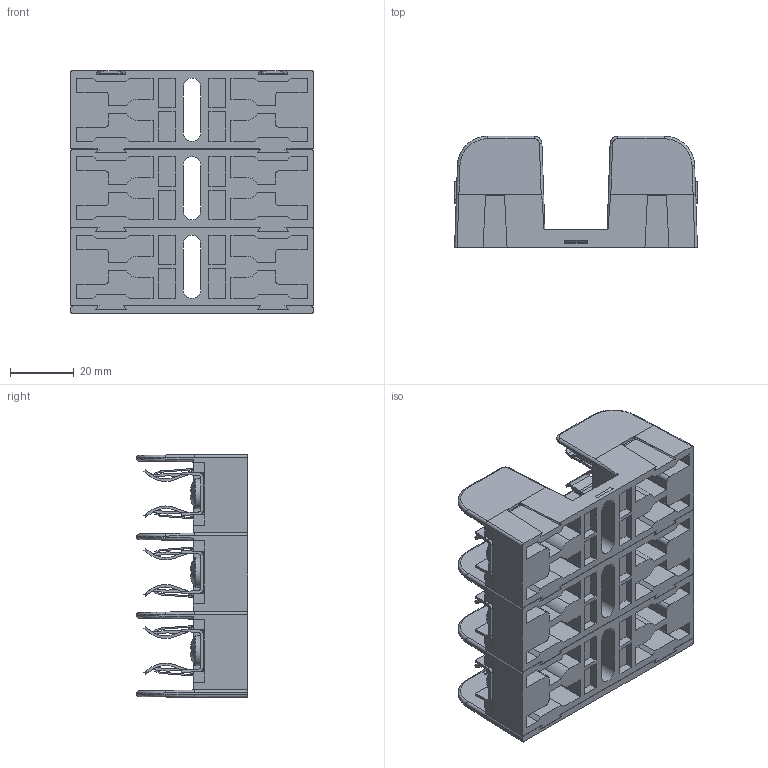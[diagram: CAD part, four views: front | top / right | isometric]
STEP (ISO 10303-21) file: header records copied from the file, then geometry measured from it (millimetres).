
FILE_DESCRIPTION (( 'STEP AP214' ), '1' );
FILE_NAME ('700288rev-.STEP', '2013-11-05T19:40:57', ( '' ), ( '' ), 'SwSTEP 2.0', 'SolidWorks 2013', '' );
FILE_SCHEMA (( 'AUTOMOTIVE_DESIGN' ));
Length unit declared in the file: inch
Products named in the file (29): 700288rev-_1_3; 700288rev-_1_13; 700288rev-_1_10; 700288rev-_1_2; 700288rev-_1_22; 700288rev-_1_15; 700288rev-_1_26; 700288rev-_1_7; 700288rev-_1; 700288rev-_1_24; 700288rev-_1_17; 700288rev-_1_4; 700288rev-_1_19; 700288rev-; 700288rev-_1_8; 700288rev-_1_12; 700288rev-_1_21; 700288rev-_1_23; 700288rev-_1_20; 700288rev-_1_25; 700288rev-_1_6; 700288rev-_1_11; 700288rev-_1_9; 700288rev-_1_28; 700288rev-_1_16; 700288rev-_1_27; 700288rev-_1_18; 700288rev-_1_14; 700288rev-_1_5
Assembly tree (28 placements, depth 2):
  700288rev-
    700288rev-_1_17
    700288rev-_1
    700288rev-_1_26
    700288rev-_1_22
    700288rev-_1_10
    700288rev-_1_3
    700288rev-_1_14
    700288rev-_1_27
    700288rev-_1_28
    700288rev-_1_9
    700288rev-_1_11
    700288rev-_1_6
    700288rev-_1_25
    700288rev-_1_20
    700288rev-_1_23
    700288rev-_1_21
    700288rev-_1_12
    700288rev-_1_8
    700288rev-_1_19
    700288rev-_1_4
    700288rev-_1_24
    700288rev-_1_7
    700288rev-_1_15
    700288rev-_1_2
    700288rev-_1_13
    700288rev-_1_5
    700288rev-_1_18
    700288rev-_1_16
Bounding box: 76.33 x 34.85 x 76.23 mm (x, y, z)
Surface area: 67939.3 mm2 (no closed solid volume)
Topology: 0 solids, 28 shells, 2342 faces, 6366 edges, 4102 vertices
Faces by surface type: plane 1403, cylinder 500, bspline 259, cone 180
Full cylindrical faces by diameter (mm): 2.565 x6, 4.039 x6, 4.826 x6, 5.969 x6, 6.071 x6, 9.513 x6
Entity records: 115793 total; most frequent: CARTESIAN_POINT 28773, ORIENTED_EDGE 12052, DIRECTION 10578, EDGE_CURVE 6026, VECTOR 4082, LINE 4082, VERTEX_POINT 3970, AXIS2_PLACEMENT_3D 3248
